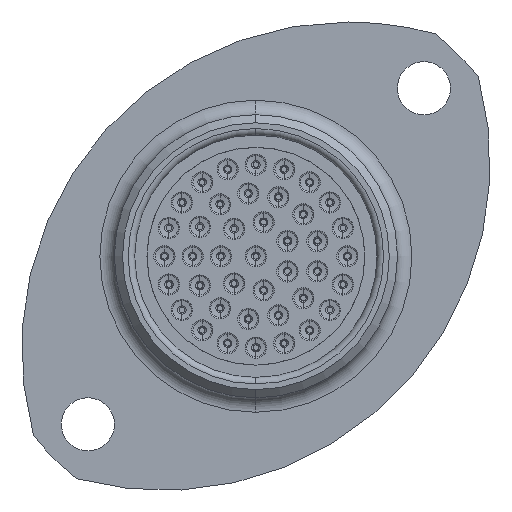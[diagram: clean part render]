
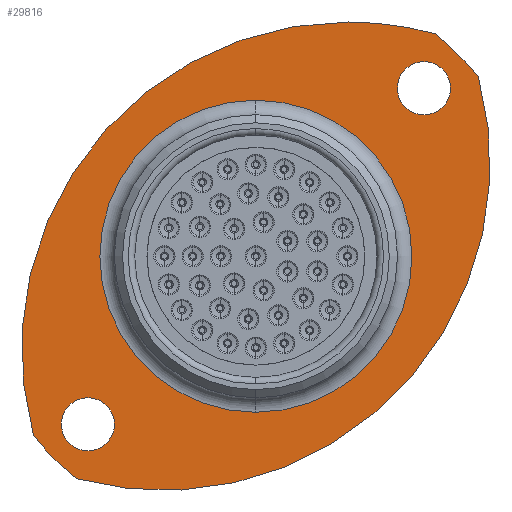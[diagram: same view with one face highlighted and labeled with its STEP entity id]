
A CAD part, left-side view. The second image highlights one B-rep face of the part: STEP entity #29816.
In plain terms, the highlighted planar face has unit normal (-1, 0, 0).
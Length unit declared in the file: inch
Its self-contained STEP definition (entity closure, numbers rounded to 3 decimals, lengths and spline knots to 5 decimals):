
#2764 = AXIS2_PLACEMENT_3D ( 'NONE', #4633, #4634, #4635 ) ;
#4615 = PLANE ( 'NONE',  #2764 ) ;
#4616 = FACE_BOUND ( 'NONE', #53205, .T. ) ;
#4618 = FACE_BOUND ( 'NONE', #53261, .T. ) ;
#4620 = FACE_BOUND ( 'NONE', #53200, .T. ) ;
#4622 = FACE_OUTER_BOUND ( 'NONE', #53209, .T. ) ;
#4633 = CARTESIAN_POINT ( 'NONE',  ( -1.42132, 0.68898, 0. ) ) ;
#4634 = DIRECTION ( 'NONE',  ( 1., 0., 0. ) ) ;
#4635 = DIRECTION ( 'NONE',  ( 0., 0., -1. ) ) ;
#11070 = CIRCLE ( 'NONE', #11075, 0.37618 ) ;
#11075 = AXIS2_PLACEMENT_3D ( 'NONE', #13679, #13680, #13681 ) ;
#12257 = CARTESIAN_POINT ( 'NONE',  ( -1.42132, 0., 0.37618 ) ) ;
#12265 = CARTESIAN_POINT ( 'NONE',  ( -1.42132, 0., -0.37618 ) ) ;
#12289 = CARTESIAN_POINT ( 'NONE',  ( -1.42132, -0.43266, 0.53619 ) ) ;
#12292 = CARTESIAN_POINT ( 'NONE',  ( -1.42132, -0.40506, 0.34108 ) ) ;
#12301 = CARTESIAN_POINT ( 'NONE',  ( -1.42132, -0.22271, 0.56469 ) ) ;
#12304 = CARTESIAN_POINT ( 'NONE',  ( -1.42132, -0.40506, 0.46903 ) ) ;
#12307 = CARTESIAN_POINT ( 'NONE',  ( -1.42132, 0.40506, -0.46903 ) ) ;
#12314 = CARTESIAN_POINT ( 'NONE',  ( -1.42132, 0.40506, -0.34108 ) ) ;
#13679 = CARTESIAN_POINT ( 'NONE',  ( -1.42132, 0., 0. ) ) ;
#13680 = DIRECTION ( 'NONE',  ( 1., 0., 0. ) ) ;
#13681 = DIRECTION ( 'NONE',  ( 0., 0., -1. ) ) ;
#14768 = CARTESIAN_POINT ( 'NONE',  ( -1.42132, 0., 0. ) ) ;
#14769 = DIRECTION ( 'NONE',  ( 1., 0., 0. ) ) ;
#14770 = DIRECTION ( 'NONE',  ( 0., 0., -1. ) ) ;
#14772 = CARTESIAN_POINT ( 'NONE',  ( -1.42132, 0., 0. ) ) ;
#14773 = DIRECTION ( 'NONE',  ( 1., 0., 0. ) ) ;
#14774 = DIRECTION ( 'NONE',  ( 0., 0., -1. ) ) ;
#14776 = CARTESIAN_POINT ( 'NONE',  ( -1.42132, 0., 0. ) ) ;
#14777 = DIRECTION ( 'NONE',  ( 1., 0., 0. ) ) ;
#14778 = DIRECTION ( 'NONE',  ( 0., 0., -1. ) ) ;
#14779 = CARTESIAN_POINT ( 'NONE',  ( -1.42132, 0.40506, -0.40506 ) ) ;
#14780 = DIRECTION ( 'NONE',  ( -1., 0., 0. ) ) ;
#14781 = DIRECTION ( 'NONE',  ( 0., 0., 1. ) ) ;
#14782 = CARTESIAN_POINT ( 'NONE',  ( -1.42132, -0.40506, 0.40506 ) ) ;
#14783 = DIRECTION ( 'NONE',  ( -1., 0., 0. ) ) ;
#14784 = DIRECTION ( 'NONE',  ( 0., 0., 1. ) ) ;
#14785 = CARTESIAN_POINT ( 'NONE',  ( -1.42132, -0.22271, -0.22271 ) ) ;
#14786 = DIRECTION ( 'NONE',  ( -1., 0., 0. ) ) ;
#14787 = DIRECTION ( 'NONE',  ( 0., 0., 1. ) ) ;
#14788 = CARTESIAN_POINT ( 'NONE',  ( -1.42132, 0.22271, 0.22271 ) ) ;
#14789 = DIRECTION ( 'NONE',  ( -1., 0., 0. ) ) ;
#14790 = DIRECTION ( 'NONE',  ( 0., 0., 1. ) ) ;
#14886 = CARTESIAN_POINT ( 'NONE',  ( -1.42132, 0.40506, -0.40506 ) ) ;
#14887 = DIRECTION ( 'NONE',  ( -1., 0., 0. ) ) ;
#14888 = DIRECTION ( 'NONE',  ( 0., 0., 1. ) ) ;
#14899 = CARTESIAN_POINT ( 'NONE',  ( -1.42132, -0.40506, 0.40506 ) ) ;
#14900 = DIRECTION ( 'NONE',  ( -1., 0., 0. ) ) ;
#14901 = DIRECTION ( 'NONE',  ( 0., 0., 1. ) ) ;
#14909 = CARTESIAN_POINT ( 'NONE',  ( -1.42132, -0.22271, -0.22271 ) ) ;
#14910 = DIRECTION ( 'NONE',  ( -1., 0., 0. ) ) ;
#14911 = DIRECTION ( 'NONE',  ( 0., 0., 1. ) ) ;
#15346 = CIRCLE ( 'NONE', #15349, 0.68898 ) ;
#15348 = CIRCLE ( 'NONE', #15351, 0.68898 ) ;
#15349 = AXIS2_PLACEMENT_3D ( 'NONE', #14768, #14769, #14770 ) ;
#15350 = CIRCLE ( 'NONE', #15354, 0.37618 ) ;
#15351 = AXIS2_PLACEMENT_3D ( 'NONE', #14772, #14773, #14774 ) ;
#15352 = CIRCLE ( 'NONE', #15362, 0.7874 ) ;
#15353 = CIRCLE ( 'NONE', #15356, 0.06398 ) ;
#15354 = AXIS2_PLACEMENT_3D ( 'NONE', #14776, #14777, #14778 ) ;
#15355 = CIRCLE ( 'NONE', #15358, 0.06398 ) ;
#15356 = AXIS2_PLACEMENT_3D ( 'NONE', #14779, #14780, #14781 ) ;
#15357 = CIRCLE ( 'NONE', #15360, 0.7874 ) ;
#15358 = AXIS2_PLACEMENT_3D ( 'NONE', #14782, #14783, #14784 ) ;
#15360 = AXIS2_PLACEMENT_3D ( 'NONE', #14785, #14786, #14787 ) ;
#15362 = AXIS2_PLACEMENT_3D ( 'NONE', #14788, #14789, #14790 ) ;
#15411 = CIRCLE ( 'NONE', #15413, 0.06398 ) ;
#15413 = AXIS2_PLACEMENT_3D ( 'NONE', #14886, #14887, #14888 ) ;
#15415 = CIRCLE ( 'NONE', #15425, 0.7874 ) ;
#15417 = CIRCLE ( 'NONE', #15419, 0.06398 ) ;
#15419 = AXIS2_PLACEMENT_3D ( 'NONE', #14899, #14900, #14901 ) ;
#15425 = AXIS2_PLACEMENT_3D ( 'NONE', #14909, #14910, #14911 ) ;
#23119 = VERTEX_POINT ( 'NONE', #44280 ) ;
#23124 = VERTEX_POINT ( 'NONE', #44285 ) ;
#23129 = VERTEX_POINT ( 'NONE', #44290 ) ;
#29816 = ADVANCED_FACE ( 'NONE', ( #4616, #4618, #4620, #4622 ), #4615, .F. ) ;
#40198 = VERTEX_POINT ( 'NONE', #12257 ) ;
#40206 = VERTEX_POINT ( 'NONE', #12265 ) ;
#40230 = VERTEX_POINT ( 'NONE', #12289 ) ;
#40233 = VERTEX_POINT ( 'NONE', #12292 ) ;
#40242 = VERTEX_POINT ( 'NONE', #12301 ) ;
#40245 = VERTEX_POINT ( 'NONE', #12304 ) ;
#40248 = VERTEX_POINT ( 'NONE', #12307 ) ;
#40255 = VERTEX_POINT ( 'NONE', #12314 ) ;
#44280 = CARTESIAN_POINT ( 'NONE',  ( -1.42132, 0.43266, -0.53619 ) ) ;
#44285 = CARTESIAN_POINT ( 'NONE',  ( -1.42132, -0.53619, 0.43266 ) ) ;
#44290 = CARTESIAN_POINT ( 'NONE',  ( -1.42132, 0.53619, -0.43266 ) ) ;
#45885 = EDGE_CURVE ( 'NONE', #40198, #40206, #11070, .T. ) ;
#45994 = EDGE_CURVE ( 'NONE', #23119, #23129, #15346, .T. ) ;
#45995 = EDGE_CURVE ( 'NONE', #40230, #23124, #15348, .T. ) ;
#45997 = EDGE_CURVE ( 'NONE', #40206, #40198, #15350, .T. ) ;
#45998 = EDGE_CURVE ( 'NONE', #40255, #40248, #15353, .T. ) ;
#45999 = EDGE_CURVE ( 'NONE', #40245, #40233, #15355, .T. ) ;
#46000 = EDGE_CURVE ( 'NONE', #40242, #23129, #15357, .T. ) ;
#46001 = EDGE_CURVE ( 'NONE', #23119, #23124, #15352, .T. ) ;
#46032 = EDGE_CURVE ( 'NONE', #40248, #40255, #15411, .T. ) ;
#46036 = EDGE_CURVE ( 'NONE', #40233, #40245, #15417, .T. ) ;
#46040 = EDGE_CURVE ( 'NONE', #40230, #40242, #15415, .T. ) ;
#48711 = ORIENTED_EDGE ( 'NONE', *, *, #45997, .T. ) ;
#48712 = ORIENTED_EDGE ( 'NONE', *, *, #45885, .T. ) ;
#48713 = ORIENTED_EDGE ( 'NONE', *, *, #45998, .F. ) ;
#48714 = ORIENTED_EDGE ( 'NONE', *, *, #46032, .F. ) ;
#48715 = ORIENTED_EDGE ( 'NONE', *, *, #45999, .F. ) ;
#48716 = ORIENTED_EDGE ( 'NONE', *, *, #46036, .F. ) ;
#48717 = ORIENTED_EDGE ( 'NONE', *, *, #46040, .T. ) ;
#48718 = ORIENTED_EDGE ( 'NONE', *, *, #46000, .T. ) ;
#48719 = ORIENTED_EDGE ( 'NONE', *, *, #45994, .F. ) ;
#48720 = ORIENTED_EDGE ( 'NONE', *, *, #46001, .T. ) ;
#48721 = ORIENTED_EDGE ( 'NONE', *, *, #45995, .F. ) ;
#53200 = EDGE_LOOP ( 'NONE', ( #48715, #48716 ) ) ;
#53205 = EDGE_LOOP ( 'NONE', ( #48711, #48712 ) ) ;
#53209 = EDGE_LOOP ( 'NONE', ( #48717, #48718, #48719, #48720, #48721 ) ) ;
#53261 = EDGE_LOOP ( 'NONE', ( #48713, #48714 ) ) ;
